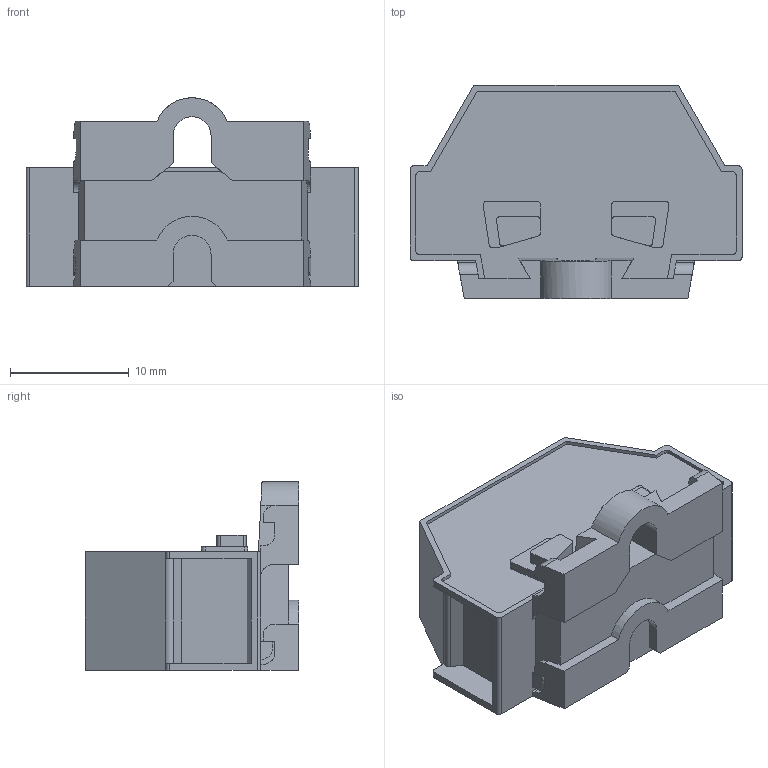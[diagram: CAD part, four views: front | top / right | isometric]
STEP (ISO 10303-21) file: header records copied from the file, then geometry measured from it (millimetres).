
FILE_DESCRIPTION( ( 'STEP AP203' ), '1' );
FILE_NAME( 'SDUS2.5-2-B.stp', '2023-01-05T03:26:08', ( ' ' ), ( ' ' ), 'XStep 1.0', ' ', ' ' );
FILE_SCHEMA( ( 'CONFIG_CONTROL_DESIGN) ( )' ) );
Length unit declared in the file: metre
Products named in the file (1): 1
Bounding box: 28.01 x 18 x 15.9 mm (x, y, z)
Volume: 3897.8 mm3; surface area: 2278.3 mm2
Topology: 1 solids, 1 shells, 181 faces, 521 edges, 346 vertices
Faces by surface type: plane 139, cylinder 42
Entity records: 5935 total; most frequent: CARTESIAN_POINT 1049, ORIENTED_EDGE 1042, DIRECTION 969, EDGE_CURVE 521, LINE 437, VECTOR 437, VERTEX_POINT 346, AXIS2_PLACEMENT_3D 266
